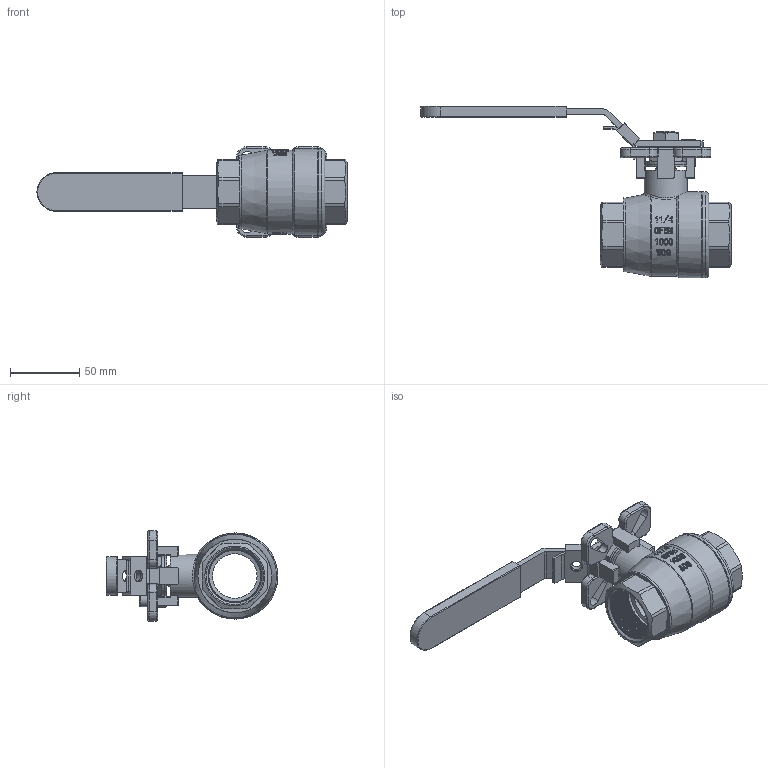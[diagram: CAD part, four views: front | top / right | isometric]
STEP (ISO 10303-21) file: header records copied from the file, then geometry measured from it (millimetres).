
FILE_DESCRIPTION(/* description */ ('Unknown'),/* implementation_level */ '2;1');
FILE_NAME(/* name */ '9650-07',/* time_stamp */ '2023-02-02T09:09:05+01:00',/* author */ ('Unknown'),/* organization */ ('Unknown'),/* preprocessor_version */ 'ST-DEVELOPER v16.7',/* originating_system */ 'Solid Edge',/* authorisation */ 'Unknown');
FILE_SCHEMA (('AUTOMOTIVE_DESIGN {1 0 10303 214 3 1 1}'));
Products named in the file (11): 1.25-1000WOGKV-L20  DN32; 1.25-1000WOG____; hex nut gradec_iso_Hexagon Nut ISO - 4034 - M6 - N; socket head cap screw_iso_ISO 4762 M6 x 12 --- 12N; hex thin nut chamfered gradeab_iso_Hexagon Thin Nut ISO - 4035 - M12 
- N; hex thin nut chamfered gradeab_iso_Hexagon Thin Nut ISO - 4035 - M16 
- N; ________; Spindel_DN32; Griff_DN32.; Schließlasche_DN32; Griff_DN32
Assembly tree (11 placements, depth 3):
  1.25-1000WOGKV-L20  DN32
    1.25-1000WOG____
    hex nut gradec_iso_Hexagon Nut ISO - 4034 - M6 - N
    socket head cap screw_iso_ISO 4762 M6 x 12 --- 12N
    hex thin nut chamfered gradeab_iso_Hexagon Thin Nut ISO - 4035 - M12 
- N
    hex thin nut chamfered gradeab_iso_Hexagon Thin Nut ISO - 4035 - M16 
- N
    ________  x2
    Spindel_DN32
    Griff_DN32.
      Schließlasche_DN32
      Griff_DN32
Bounding box: 223.22 x 123.6 x 65 mm (x, y, z)
Volume: 224896.9 mm3; surface area: 69467.6 mm2
Topology: 10 solids, 10 shells, 786 faces, 2541 edges, 1819 vertices
Faces by surface type: plane 336, cylinder 210, bspline 109, cone 71, torus 56, sphere 4
Full cylindrical faces by diameter (mm): 5 x1, 6 x2, 8.2 x3, 10 x1, 10.2 x1, 12 x1, 14 x2, 14.4 x2, 15.008 x1, 16 x1, 20.883 x1, 28.58 x2, 31 x1, 31.2 x1, 32 x1, 53 x2, 62 x2
Entity records: 95088 total; most frequent: CARTESIAN_POINT 74460, ORIENTED_EDGE 4882, DIRECTION 3496, EDGE_CURVE 2441, VERTEX_POINT 1787, AXIS2_PLACEMENT_3D 1294, FACE_BOUND 926, EDGE_LOOP 925
